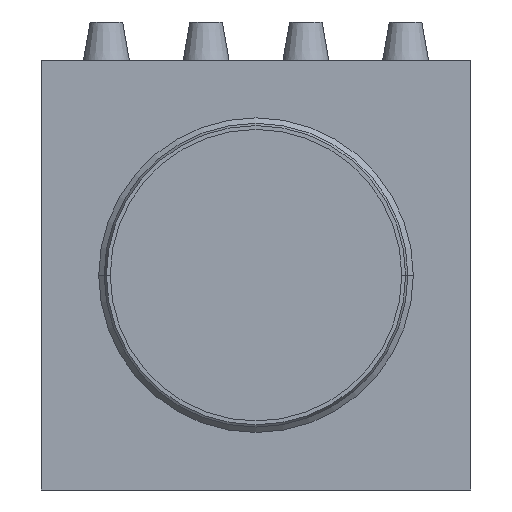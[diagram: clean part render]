
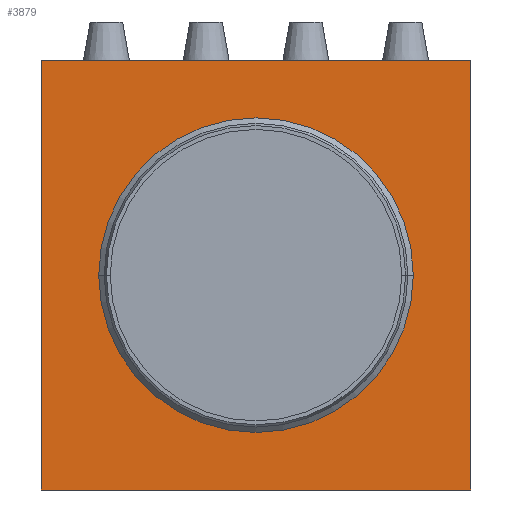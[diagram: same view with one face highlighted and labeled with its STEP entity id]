
A CAD part, front view. The second image highlights one B-rep face of the part: STEP entity #3879.
In plain terms, the highlighted planar face has unit normal (0, -1, 0).
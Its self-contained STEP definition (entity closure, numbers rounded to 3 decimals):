
#1=DIRECTION('',(1.,0.,0.));
#2=VECTOR('',#1,28.);
#3=CARTESIAN_POINT('',(-14.,0.,-14.));
#4=LINE('',#3,#2);
#17=DIRECTION('',(0.,0.,1.));
#18=VECTOR('',#17,28.);
#19=CARTESIAN_POINT('',(-14.,0.,-14.));
#20=LINE('',#19,#18);
#21=CARTESIAN_POINT('',(0.,0.,0.));
#22=DIRECTION('',(0.,-1.,0.));
#23=DIRECTION('',(-1.,0.,0.));
#24=AXIS2_PLACEMENT_3D('',#21,#22,#23);
#26=CARTESIAN_POINT('',(0.,0.,0.));
#27=DIRECTION('',(0.,-1.,0.));
#28=DIRECTION('',(1.,0.,0.));
#29=AXIS2_PLACEMENT_3D('',#26,#27,#28);
#39=DIRECTION('',(0.,0.,1.));
#40=VECTOR('',#39,28.);
#41=CARTESIAN_POINT('',(14.,0.,-14.));
#42=LINE('',#41,#40);
#43=DIRECTION('',(1.,0.,0.));
#44=VECTOR('',#43,28.);
#45=CARTESIAN_POINT('',(-14.,0.,14.));
#46=LINE('',#45,#44);
#2999=CARTESIAN_POINT('',(-14.,0.,-14.));
#3000=CARTESIAN_POINT('',(14.,0.,-14.));
#3001=VERTEX_POINT('',#2999);
#3002=VERTEX_POINT('',#3000);
#3007=CARTESIAN_POINT('',(-14.,0.,14.));
#3008=CARTESIAN_POINT('',(14.,0.,14.));
#3009=VERTEX_POINT('',#3007);
#3010=VERTEX_POINT('',#3008);
#3839=CARTESIAN_POINT('',(-10.25,0.,0.));
#3840=CARTESIAN_POINT('',(10.25,0.,0.));
#3841=VERTEX_POINT('',#3839);
#3842=VERTEX_POINT('',#3840);
#3859=CARTESIAN_POINT('',(-14.,0.,-14.));
#3860=DIRECTION('',(0.,-1.,0.));
#3861=DIRECTION('',(1.,0.,0.));
#3862=AXIS2_PLACEMENT_3D('',#3859,#3860,#3861);
#3863=PLANE('',#3862);
#3864=ORIENTED_EDGE('',*,*,#3848,.F.);
#3866=ORIENTED_EDGE('',*,*,#3865,.T.);
#3868=ORIENTED_EDGE('',*,*,#3867,.T.);
#3870=ORIENTED_EDGE('',*,*,#3869,.F.);
#3871=EDGE_LOOP('',(#3864,#3866,#3868,#3870));
#3872=FACE_OUTER_BOUND('',#3871,.F.);
#3874=ORIENTED_EDGE('',*,*,#3873,.T.);
#3876=ORIENTED_EDGE('',*,*,#3875,.T.);
#3877=EDGE_LOOP('',(#3874,#3876));
#3878=FACE_BOUND('',#3877,.F.);
#3879=ADVANCED_FACE('',(#3872,#3878),#3863,.T.);
#25=CIRCLE('',#24,10.25);
#30=CIRCLE('',#29,10.25);
#3848=EDGE_CURVE('',#3001,#3002,#4,.T.);
#3865=EDGE_CURVE('',#3001,#3009,#20,.T.);
#3867=EDGE_CURVE('',#3009,#3010,#46,.T.);
#3869=EDGE_CURVE('',#3002,#3010,#42,.T.);
#3873=EDGE_CURVE('',#3841,#3842,#25,.T.);
#3875=EDGE_CURVE('',#3842,#3841,#30,.T.);
